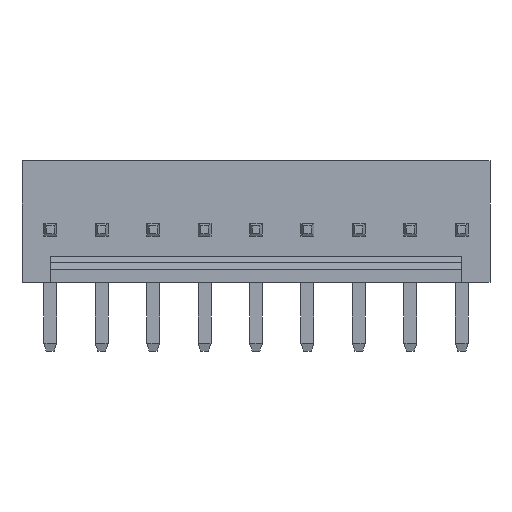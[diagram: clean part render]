
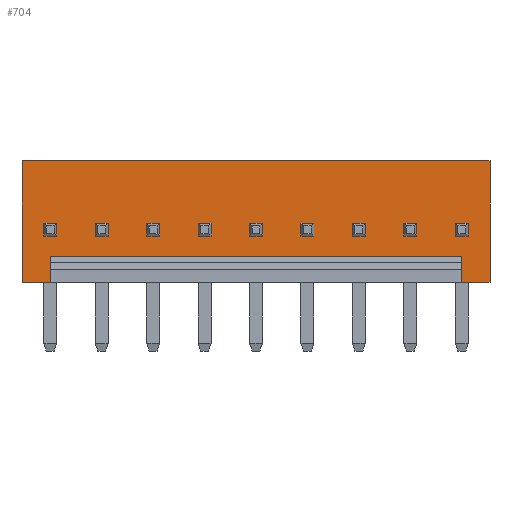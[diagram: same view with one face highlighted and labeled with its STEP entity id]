
A CAD part, front view. The second image highlights one B-rep face of the part: STEP entity #704.
In plain terms, the highlighted planar face has unit normal (0, -1, 0).
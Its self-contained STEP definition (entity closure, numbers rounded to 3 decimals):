
#704=ADVANCED_FACE('',(#1253),#1255,.T.);
#1253=FACE_BOUND('',#1254,.T.);
#1254=EDGE_LOOP('',(#1704,#1705,#1706,#1707,#1708,#1709,#1710,#1711));
#1255=PLANE('',#1256);
#1256=AXIS2_PLACEMENT_3D('',#1257,#1258,#1259);
#1257=CARTESIAN_POINT('',(21.715,-2.68,1.));
#1258=DIRECTION('',(0.,-1.,0.));
#1259=DIRECTION('',(0.,0.,1.));
#1704=ORIENTED_EDGE('',*,*,#1976,.T.);
#1705=ORIENTED_EDGE('',*,*,#1910,.T.);
#1706=ORIENTED_EDGE('',*,*,#1977,.F.);
#1707=ORIENTED_EDGE('',*,*,#1894,.F.);
#1708=ORIENTED_EDGE('',*,*,#1978,.F.);
#1709=ORIENTED_EDGE('',*,*,#1979,.F.);
#1710=ORIENTED_EDGE('',*,*,#1980,.T.);
#1711=ORIENTED_EDGE('',*,*,#1890,.F.);
#1890=EDGE_CURVE('',#2108,#2110,#2111,.F.);
#1894=EDGE_CURVE('',#2116,#2118,#2119,.F.);
#1910=EDGE_CURVE('',#2150,#2148,#2151,.T.);
#1976=EDGE_CURVE('',#2108,#2150,#2247,.T.);
#1977=EDGE_CURVE('',#2118,#2148,#2248,.T.);
#1978=EDGE_CURVE('',#2249,#2116,#2250,.T.);
#1979=EDGE_CURVE('',#2251,#2249,#2252,.T.);
#1980=EDGE_CURVE('',#2251,#2110,#2253,.T.);
#2108=VERTEX_POINT('',#2479);
#2110=VERTEX_POINT('',#2483);
#2111=LINE('',#2484,#2485);
#2116=VERTEX_POINT('',#2495);
#2118=VERTEX_POINT('',#2499);
#2119=LINE('',#2500,#2501);
#2148=VERTEX_POINT('',#2559);
#2150=VERTEX_POINT('',#2563);
#2151=LINE('',#2564,#2565);
#2247=LINE('',#2792,#2793);
#2248=LINE('',#2795,#2796);
#2249=VERTEX_POINT('',#2798);
#2250=LINE('',#2799,#2800);
#2251=VERTEX_POINT('',#2802);
#2252=LINE('',#2803,#2804);
#2253=LINE('',#2806,#2807);
#2479=CARTESIAN_POINT('',(21.715,-2.68,0.));
#2483=CARTESIAN_POINT('',(20.32,-2.68,0.));
#2484=CARTESIAN_POINT('',(20.32,-2.68,0.));
#2485=VECTOR('',#2486,1.);
#2486=DIRECTION('',(1.,0.,0.));
#2495=CARTESIAN_POINT('',(0.,-2.68,0.));
#2499=CARTESIAN_POINT('',(-1.395,-2.68,0.));
#2500=CARTESIAN_POINT('',(-1.395,-2.68,0.));
#2501=VECTOR('',#2502,1.);
#2502=DIRECTION('',(1.,0.,0.));
#2559=CARTESIAN_POINT('',(-1.395,-2.68,6.));
#2563=CARTESIAN_POINT('',(21.715,-2.68,6.));
#2564=CARTESIAN_POINT('',(21.715,-2.68,6.));
#2565=VECTOR('',#2566,1.);
#2566=DIRECTION('',(-1.,0.,0.));
#2792=CARTESIAN_POINT('',(21.715,-2.68,0.));
#2793=VECTOR('',#2794,1.);
#2794=DIRECTION('',(0.,0.,1.));
#2795=CARTESIAN_POINT('',(-1.395,-2.68,0.));
#2796=VECTOR('',#2797,1.);
#2797=DIRECTION('',(0.,0.,1.));
#2798=CARTESIAN_POINT('',(0.,-2.68,1.));
#2799=CARTESIAN_POINT('',(0.,-2.68,1.));
#2800=VECTOR('',#2801,1.);
#2801=DIRECTION('',(0.,0.,-1.));
#2802=CARTESIAN_POINT('',(20.32,-2.68,1.));
#2803=CARTESIAN_POINT('',(20.32,-2.68,1.));
#2804=VECTOR('',#2805,1.);
#2805=DIRECTION('',(-1.,0.,0.));
#2806=CARTESIAN_POINT('',(20.32,-2.68,1.));
#2807=VECTOR('',#2808,1.);
#2808=DIRECTION('',(0.,0.,-1.));
